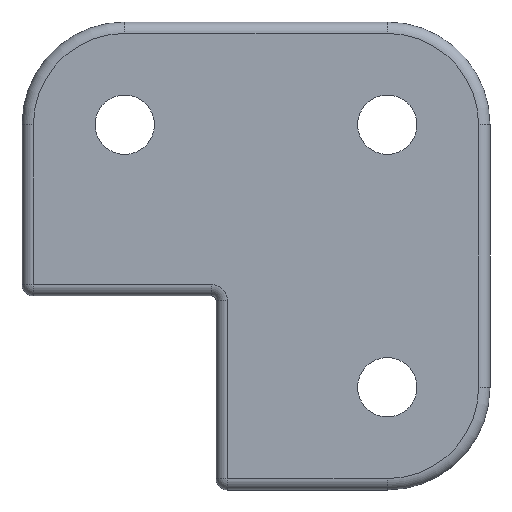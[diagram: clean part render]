
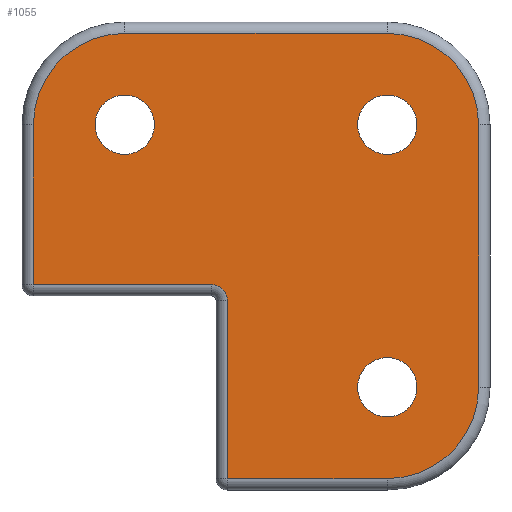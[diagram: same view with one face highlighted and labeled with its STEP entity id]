
A CAD part, front view. The second image highlights one B-rep face of the part: STEP entity #1055.
In plain terms, the highlighted planar face has unit normal (0, -1, 0).
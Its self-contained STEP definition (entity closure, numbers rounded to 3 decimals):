
#9 = EDGE_CURVE ( 'NONE', #2499, #2098, #2323, .T. ) ;
#24 = VECTOR ( 'NONE', #2684, 1000. ) ;
#35 = EDGE_LOOP ( 'NONE', ( #3893, #2719, #951, #1376, #442, #608, #3144, #2546, #847, #2395 ) ) ;
#47 = PLANE ( 'NONE',  #1497 ) ;
#65 = DIRECTION ( 'NONE',  ( 0., 0., 1. ) ) ;
#78 = CARTESIAN_POINT ( 'NONE',  ( 37.5, 0., 44. ) ) ;
#88 = CARTESIAN_POINT ( 'NONE',  ( 37.5, 0., 57.5 ) ) ;
#89 = AXIS2_PLACEMENT_3D ( 'NONE', #1032, #1011, #2335 ) ;
#108 = CARTESIAN_POINT ( 'NONE',  ( -40., 0., 37.5 ) ) ;
#129 = CIRCLE ( 'NONE', #3974, 6.5 ) ;
#261 = VERTEX_POINT ( 'NONE', #2108 ) ;
#313 = ORIENTED_EDGE ( 'NONE', *, *, #567, .T. ) ;
#320 = DIRECTION ( 'NONE',  ( 0., 0., 1. ) ) ;
#352 = DIRECTION ( 'NONE',  ( 0., 1., 0. ) ) ;
#390 = CARTESIAN_POINT ( 'NONE',  ( 57.5, 0., 37.5 ) ) ;
#442 = ORIENTED_EDGE ( 'NONE', *, *, #9, .T. ) ;
#460 = CARTESIAN_POINT ( 'NONE',  ( 37.5, 0., -40. ) ) ;
#477 = DIRECTION ( 'NONE',  ( 0., 1., 0. ) ) ;
#478 = CARTESIAN_POINT ( 'NONE',  ( -20., 0., 37.5 ) ) ;
#486 = CARTESIAN_POINT ( 'NONE',  ( 37.5, 0., 31. ) ) ;
#543 = CARTESIAN_POINT ( 'NONE',  ( -20., 0., 37.5 ) ) ;
#561 = CARTESIAN_POINT ( 'NONE',  ( 0., 0., 57.5 ) ) ;
#567 = EDGE_CURVE ( 'NONE', #1903, #3035, #3488, .T. ) ;
#569 = VERTEX_POINT ( 'NONE', #2890 ) ;
#573 = CARTESIAN_POINT ( 'NONE',  ( -20., 0., 57.5 ) ) ;
#581 = VERTEX_POINT ( 'NONE', #78 ) ;
#597 = EDGE_CURVE ( 'NONE', #3872, #3604, #2813, .T. ) ;
#608 = ORIENTED_EDGE ( 'NONE', *, *, #2290, .T. ) ;
#661 = AXIS2_PLACEMENT_3D ( 'NONE', #478, #1446, #2090 ) ;
#690 = AXIS2_PLACEMENT_3D ( 'NONE', #3957, #842, #1175 ) ;
#742 = CIRCLE ( 'NONE', #1807, 20. ) ;
#802 = AXIS2_PLACEMENT_3D ( 'NONE', #2160, #3099, #2081 ) ;
#842 = DIRECTION ( 'NONE',  ( 0., 1., 0. ) ) ;
#847 = ORIENTED_EDGE ( 'NONE', *, *, #3661, .T. ) ;
#848 = DIRECTION ( 'NONE',  ( 0., 0., 1. ) ) ;
#897 = CARTESIAN_POINT ( 'NONE',  ( 0., 0., 2.5 ) ) ;
#951 = ORIENTED_EDGE ( 'NONE', *, *, #597, .T. ) ;
#964 = CIRCLE ( 'NONE', #89, 6.5 ) ;
#1011 = DIRECTION ( 'NONE',  ( 0., 1., 0. ) ) ;
#1032 = CARTESIAN_POINT ( 'NONE',  ( 37.5, 0., 37.5 ) ) ;
#1055 = ADVANCED_FACE ( 'NONE', ( #1962, #3211, #2913, #1647 ), #47, .F. ) ;
#1075 = CARTESIAN_POINT ( 'NONE',  ( -1., 0., 2.5 ) ) ;
#1175 = DIRECTION ( 'NONE',  ( 0., 0., 1. ) ) ;
#1195 = VERTEX_POINT ( 'NONE', #108 ) ;
#1196 = VECTOR ( 'NONE', #1523, 1000. ) ;
#1229 = CARTESIAN_POINT ( 'NONE',  ( -20., 0., 37.5 ) ) ;
#1256 = CIRCLE ( 'NONE', #661, 20. ) ;
#1272 = CIRCLE ( 'NONE', #3448, 20. ) ;
#1293 = EDGE_CURVE ( 'NONE', #569, #2305, #1296, .T. ) ;
#1296 = CIRCLE ( 'NONE', #1895, 6.5 ) ;
#1337 = CARTESIAN_POINT ( 'NONE',  ( 0., 0., 0. ) ) ;
#1356 = ORIENTED_EDGE ( 'NONE', *, *, #1293, .T. ) ;
#1362 = VECTOR ( 'NONE', #2112, 1000. ) ;
#1376 = ORIENTED_EDGE ( 'NONE', *, *, #1809, .T. ) ;
#1395 = VERTEX_POINT ( 'NONE', #390 ) ;
#1446 = DIRECTION ( 'NONE',  ( 0., -1., 0. ) ) ;
#1468 = CIRCLE ( 'NONE', #802, 6.5 ) ;
#1497 = AXIS2_PLACEMENT_3D ( 'NONE', #1337, #2003, #65 ) ;
#1498 = DIRECTION ( 'NONE',  ( 0., 0., 1. ) ) ;
#1523 = DIRECTION ( 'NONE',  ( 1., 0., 0. ) ) ;
#1525 = CARTESIAN_POINT ( 'NONE',  ( 2.5, 0., -1. ) ) ;
#1547 = EDGE_CURVE ( 'NONE', #1916, #1195, #1256, .T. ) ;
#1579 = EDGE_CURVE ( 'NONE', #1683, #3872, #2127, .T. ) ;
#1635 = VECTOR ( 'NONE', #2033, 1000. ) ;
#1641 = DIRECTION ( 'NONE',  ( 0., 0., 1. ) ) ;
#1647 = FACE_OUTER_BOUND ( 'NONE', #35, .T. ) ;
#1683 = VERTEX_POINT ( 'NONE', #2110 ) ;
#1684 = ORIENTED_EDGE ( 'NONE', *, *, #2044, .T. ) ;
#1731 = DIRECTION ( 'NONE',  ( 0., 0., -1. ) ) ;
#1763 = ORIENTED_EDGE ( 'NONE', *, *, #3913, .T. ) ;
#1796 = EDGE_LOOP ( 'NONE', ( #1356, #1684 ) ) ;
#1807 = AXIS2_PLACEMENT_3D ( 'NONE', #2401, #3379, #848 ) ;
#1809 = EDGE_CURVE ( 'NONE', #3604, #2499, #3596, .T. ) ;
#1813 = EDGE_CURVE ( 'NONE', #1195, #1683, #2350, .T. ) ;
#1837 = AXIS2_PLACEMENT_3D ( 'NONE', #3205, #352, #1641 ) ;
#1895 = AXIS2_PLACEMENT_3D ( 'NONE', #543, #3117, #3757 ) ;
#1903 = VERTEX_POINT ( 'NONE', #3687 ) ;
#1916 = VERTEX_POINT ( 'NONE', #573 ) ;
#1962 = FACE_BOUND ( 'NONE', #1796, .T. ) ;
#2003 = DIRECTION ( 'NONE',  ( 0., 1., 0. ) ) ;
#2014 = VECTOR ( 'NONE', #3320, 1000. ) ;
#2033 = DIRECTION ( 'NONE',  ( 0., 0., 1. ) ) ;
#2044 = EDGE_CURVE ( 'NONE', #2305, #569, #129, .T. ) ;
#2081 = DIRECTION ( 'NONE',  ( 0., 0., 1. ) ) ;
#2090 = DIRECTION ( 'NONE',  ( 0., 0., 1. ) ) ;
#2098 = VERTEX_POINT ( 'NONE', #3150 ) ;
#2108 = CARTESIAN_POINT ( 'NONE',  ( 57.5, 0., -20. ) ) ;
#2110 = CARTESIAN_POINT ( 'NONE',  ( -40., 0., 2.5 ) ) ;
#2112 = DIRECTION ( 'NONE',  ( -1., 0., 0. ) ) ;
#2127 = LINE ( 'NONE', #897, #1196 ) ;
#2131 = EDGE_CURVE ( 'NONE', #1395, #2565, #1272, .T. ) ;
#2160 = CARTESIAN_POINT ( 'NONE',  ( 37.5, 0., -20. ) ) ;
#2267 = EDGE_CURVE ( 'NONE', #3035, #1903, #1468, .T. ) ;
#2290 = EDGE_CURVE ( 'NONE', #2098, #261, #742, .T. ) ;
#2305 = VERTEX_POINT ( 'NONE', #2790 ) ;
#2314 = CARTESIAN_POINT ( 'NONE',  ( 2.5, 0., -40. ) ) ;
#2323 = LINE ( 'NONE', #460, #24 ) ;
#2335 = DIRECTION ( 'NONE',  ( 0., 0., 1. ) ) ;
#2340 = VERTEX_POINT ( 'NONE', #486 ) ;
#2350 = LINE ( 'NONE', #3933, #2014 ) ;
#2353 = LINE ( 'NONE', #3618, #1635 ) ;
#2387 = ORIENTED_EDGE ( 'NONE', *, *, #3640, .T. ) ;
#2395 = ORIENTED_EDGE ( 'NONE', *, *, #1547, .T. ) ;
#2401 = CARTESIAN_POINT ( 'NONE',  ( 37.5, 0., -20. ) ) ;
#2499 = VERTEX_POINT ( 'NONE', #3507 ) ;
#2546 = ORIENTED_EDGE ( 'NONE', *, *, #2131, .T. ) ;
#2565 = VERTEX_POINT ( 'NONE', #88 ) ;
#2575 = CARTESIAN_POINT ( 'NONE',  ( 37.5, 0., 37.5 ) ) ;
#2684 = DIRECTION ( 'NONE',  ( 1., 0., 0. ) ) ;
#2714 = LINE ( 'NONE', #561, #1362 ) ;
#2719 = ORIENTED_EDGE ( 'NONE', *, *, #1579, .T. ) ;
#2770 = DIRECTION ( 'NONE',  ( 0., 1., 0. ) ) ;
#2788 = EDGE_LOOP ( 'NONE', ( #2387, #1763 ) ) ;
#2790 = CARTESIAN_POINT ( 'NONE',  ( -20., 0., 31. ) ) ;
#2813 = CIRCLE ( 'NONE', #3558, 3.5 ) ;
#2864 = CIRCLE ( 'NONE', #690, 6.5 ) ;
#2890 = CARTESIAN_POINT ( 'NONE',  ( -20., 0., 44. ) ) ;
#2913 = FACE_BOUND ( 'NONE', #3472, .T. ) ;
#3035 = VERTEX_POINT ( 'NONE', #4083 ) ;
#3099 = DIRECTION ( 'NONE',  ( 0., 1., 0. ) ) ;
#3117 = DIRECTION ( 'NONE',  ( 0., 1., 0. ) ) ;
#3144 = ORIENTED_EDGE ( 'NONE', *, *, #3941, .T. ) ;
#3150 = CARTESIAN_POINT ( 'NONE',  ( 37.5, 0., -40. ) ) ;
#3205 = CARTESIAN_POINT ( 'NONE',  ( 37.5, 0., -20. ) ) ;
#3211 = FACE_BOUND ( 'NONE', #2788, .T. ) ;
#3217 = DIRECTION ( 'NONE',  ( 0., -1., 0. ) ) ;
#3262 = VECTOR ( 'NONE', #1731, 1000. ) ;
#3320 = DIRECTION ( 'NONE',  ( 0., 0., -1. ) ) ;
#3379 = DIRECTION ( 'NONE',  ( 0., -1., 0. ) ) ;
#3448 = AXIS2_PLACEMENT_3D ( 'NONE', #2575, #3217, #320 ) ;
#3472 = EDGE_LOOP ( 'NONE', ( #313, #4068 ) ) ;
#3488 = CIRCLE ( 'NONE', #1837, 6.5 ) ;
#3507 = CARTESIAN_POINT ( 'NONE',  ( 2.5, 0., -40. ) ) ;
#3558 = AXIS2_PLACEMENT_3D ( 'NONE', #3620, #477, #3602 ) ;
#3596 = LINE ( 'NONE', #2314, #3262 ) ;
#3602 = DIRECTION ( 'NONE',  ( 0., 0., 1. ) ) ;
#3604 = VERTEX_POINT ( 'NONE', #1525 ) ;
#3618 = CARTESIAN_POINT ( 'NONE',  ( 57.5, 0., 0. ) ) ;
#3620 = CARTESIAN_POINT ( 'NONE',  ( -1., 0., -1. ) ) ;
#3640 = EDGE_CURVE ( 'NONE', #581, #2340, #2864, .T. ) ;
#3661 = EDGE_CURVE ( 'NONE', #2565, #1916, #2714, .T. ) ;
#3687 = CARTESIAN_POINT ( 'NONE',  ( 37.5, 0., -13.5 ) ) ;
#3757 = DIRECTION ( 'NONE',  ( 0., 0., 1. ) ) ;
#3872 = VERTEX_POINT ( 'NONE', #1075 ) ;
#3893 = ORIENTED_EDGE ( 'NONE', *, *, #1813, .T. ) ;
#3913 = EDGE_CURVE ( 'NONE', #2340, #581, #964, .T. ) ;
#3933 = CARTESIAN_POINT ( 'NONE',  ( -40., 0., 0. ) ) ;
#3941 = EDGE_CURVE ( 'NONE', #261, #1395, #2353, .T. ) ;
#3957 = CARTESIAN_POINT ( 'NONE',  ( 37.5, 0., 37.5 ) ) ;
#3974 = AXIS2_PLACEMENT_3D ( 'NONE', #1229, #2770, #1498 ) ;
#4068 = ORIENTED_EDGE ( 'NONE', *, *, #2267, .T. ) ;
#4083 = CARTESIAN_POINT ( 'NONE',  ( 37.5, 0., -26.5 ) ) ;
